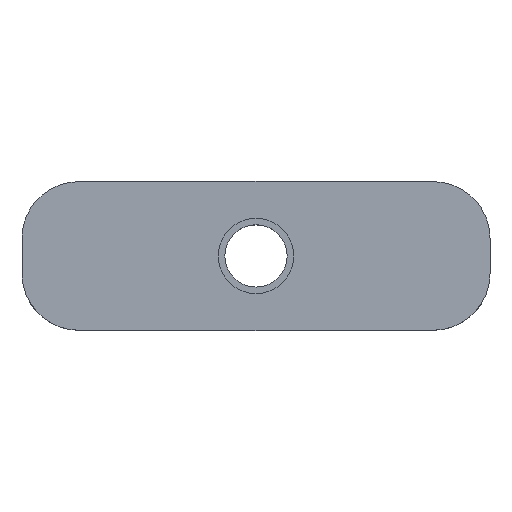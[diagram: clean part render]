
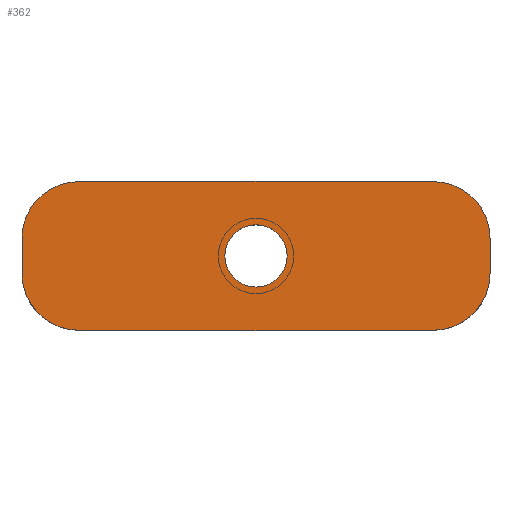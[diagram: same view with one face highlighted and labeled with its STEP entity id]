
A CAD part, top view. The second image highlights one B-rep face of the part: STEP entity #362.
In plain terms, the highlighted planar face has unit normal (0, 0, 1).
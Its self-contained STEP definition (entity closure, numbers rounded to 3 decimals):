
#63=CARTESIAN_POINT('',(0.,0.,3.42));
#64=DIRECTION('',(0.,0.,1.));
#65=DIRECTION('',(-1.,0.,0.));
#66=AXIS2_PLACEMENT_3D('',#63,#64,#65);
#68=CARTESIAN_POINT('',(0.,0.,3.42));
#69=DIRECTION('',(0.,0.,1.));
#70=DIRECTION('',(1.,0.,0.));
#71=AXIS2_PLACEMENT_3D('',#68,#69,#70);
#73=DIRECTION('',(1.,0.002,0.));
#74=VECTOR('',#73,9.4);
#75=CARTESIAN_POINT('',(0.,-3.955,3.42));
#76=LINE('',#75,#74);
#77=DIRECTION('',(1.,-0.002,0.));
#78=VECTOR('',#77,9.403);
#79=CARTESIAN_POINT('',(-9.403,-3.935,3.42));
#80=LINE('',#79,#78);
#81=CARTESIAN_POINT('',(-9.4,-0.935,3.42));
#82=DIRECTION('',(0.,0.,1.));
#83=DIRECTION('',(-1.,0.,0.));
#84=AXIS2_PLACEMENT_3D('',#81,#82,#83);
#86=DIRECTION('',(0.,-1.,0.));
#87=VECTOR('',#86,1.87);
#88=CARTESIAN_POINT('',(-12.4,0.935,3.42));
#89=LINE('',#88,#87);
#90=CARTESIAN_POINT('',(-9.4,0.935,3.42));
#91=DIRECTION('',(0.,0.,1.));
#92=DIRECTION('',(0.,1.,0.));
#93=AXIS2_PLACEMENT_3D('',#90,#91,#92);
#95=DIRECTION('',(-1.,-0.002,0.));
#96=VECTOR('',#95,9.4);
#97=CARTESIAN_POINT('',(0.,3.955,3.42));
#98=LINE('',#97,#96);
#99=DIRECTION('',(-1.,0.002,0.));
#100=VECTOR('',#99,9.403);
#101=CARTESIAN_POINT('',(9.403,3.935,3.42));
#102=LINE('',#101,#100);
#103=CARTESIAN_POINT('',(9.4,0.935,3.42));
#104=DIRECTION('',(0.,0.,1.));
#105=DIRECTION('',(1.,0.,0.));
#106=AXIS2_PLACEMENT_3D('',#103,#104,#105);
#108=DIRECTION('',(0.,1.,0.));
#109=VECTOR('',#108,1.87);
#110=CARTESIAN_POINT('',(12.4,-0.935,3.42));
#111=LINE('',#110,#109);
#112=CARTESIAN_POINT('',(9.4,-0.935,3.42));
#113=DIRECTION('',(0.,0.,1.));
#114=DIRECTION('',(0.,-1.,0.));
#115=AXIS2_PLACEMENT_3D('',#112,#113,#114);
#209=CARTESIAN_POINT('',(-1.65,0.,3.42));
#210=CARTESIAN_POINT('',(1.65,0.,3.42));
#211=VERTEX_POINT('',#209);
#212=VERTEX_POINT('',#210);
#213=CARTESIAN_POINT('',(-12.4,0.935,3.42));
#215=VERTEX_POINT('',#213);
#217=CARTESIAN_POINT('',(-12.4,-0.935,3.42));
#219=VERTEX_POINT('',#217);
#221=CARTESIAN_POINT('',(12.4,-0.935,3.42));
#223=VERTEX_POINT('',#221);
#225=CARTESIAN_POINT('',(12.4,0.935,3.42));
#227=VERTEX_POINT('',#225);
#229=CARTESIAN_POINT('',(-9.403,-3.935,3.42));
#230=CARTESIAN_POINT('',(0.,-3.955,3.42));
#231=VERTEX_POINT('',#229);
#232=VERTEX_POINT('',#230);
#233=CARTESIAN_POINT('',(9.403,3.935,3.42));
#234=CARTESIAN_POINT('',(0.,3.955,3.42));
#235=VERTEX_POINT('',#233);
#236=VERTEX_POINT('',#234);
#253=CARTESIAN_POINT('',(-9.4,3.935,3.42));
#255=VERTEX_POINT('',#253);
#261=CARTESIAN_POINT('',(9.4,-3.935,3.42));
#263=VERTEX_POINT('',#261);
#331=CARTESIAN_POINT('',(0.,0.,3.42));
#332=DIRECTION('',(0.,0.,1.));
#333=DIRECTION('',(1.,0.,0.));
#334=AXIS2_PLACEMENT_3D('',#331,#332,#333);
#335=PLANE('',#334);
#337=ORIENTED_EDGE('',*,*,#336,.F.);
#339=ORIENTED_EDGE('',*,*,#338,.F.);
#341=ORIENTED_EDGE('',*,*,#340,.F.);
#343=ORIENTED_EDGE('',*,*,#342,.F.);
#345=ORIENTED_EDGE('',*,*,#344,.F.);
#347=ORIENTED_EDGE('',*,*,#346,.F.);
#349=ORIENTED_EDGE('',*,*,#348,.F.);
#351=ORIENTED_EDGE('',*,*,#350,.F.);
#353=ORIENTED_EDGE('',*,*,#352,.F.);
#355=ORIENTED_EDGE('',*,*,#354,.F.);
#356=EDGE_LOOP('',(#337,#339,#341,#343,#345,#347,#349,#351,#353,#355));
#357=FACE_OUTER_BOUND('',#356,.F.);
#358=ORIENTED_EDGE('',*,*,#311,.T.);
#359=ORIENTED_EDGE('',*,*,#325,.T.);
#360=EDGE_LOOP('',(#358,#359));
#361=FACE_BOUND('',#360,.F.);
#362=ADVANCED_FACE('',(#357,#361),#335,.T.);
#67=CIRCLE('',#66,1.65);
#72=CIRCLE('',#71,1.65);
#85=CIRCLE('',#84,3.);
#94=CIRCLE('',#93,3.);
#107=CIRCLE('',#106,3.);
#116=CIRCLE('',#115,3.);
#311=EDGE_CURVE('',#211,#212,#67,.T.);
#325=EDGE_CURVE('',#212,#211,#72,.T.);
#336=EDGE_CURVE('',#232,#263,#76,.T.);
#338=EDGE_CURVE('',#231,#232,#80,.T.);
#340=EDGE_CURVE('',#219,#231,#85,.T.);
#342=EDGE_CURVE('',#215,#219,#89,.T.);
#344=EDGE_CURVE('',#255,#215,#94,.T.);
#346=EDGE_CURVE('',#236,#255,#98,.T.);
#348=EDGE_CURVE('',#235,#236,#102,.T.);
#350=EDGE_CURVE('',#227,#235,#107,.T.);
#352=EDGE_CURVE('',#223,#227,#111,.T.);
#354=EDGE_CURVE('',#263,#223,#116,.T.);
